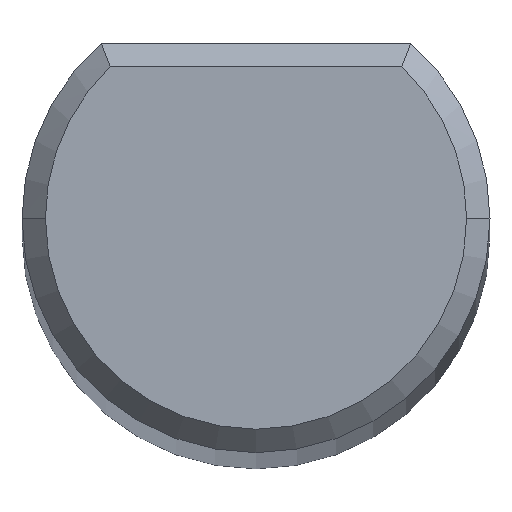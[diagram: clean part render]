
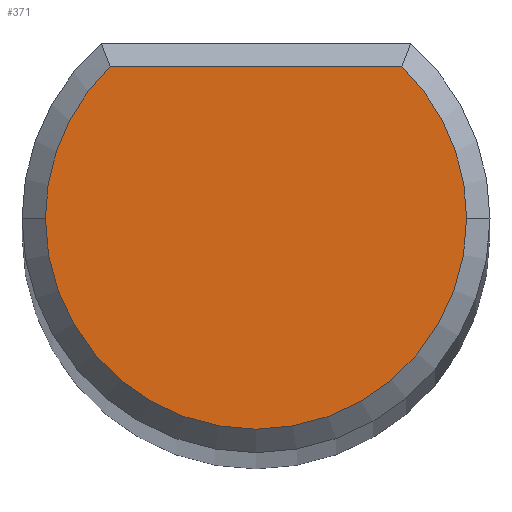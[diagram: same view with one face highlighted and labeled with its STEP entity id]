
A CAD part, top view. The second image highlights one B-rep face of the part: STEP entity #371.
In plain terms, the highlighted planar face has unit normal (0, 0, 1).
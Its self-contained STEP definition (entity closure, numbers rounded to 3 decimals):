
#5 = VERTEX_POINT ( 'NONE', #186 ) ;
#42 = CARTESIAN_POINT ( 'NONE',  ( -1.8, 0., 80. ) ) ;
#55 = CARTESIAN_POINT ( 'NONE',  ( 0., 0., 80. ) ) ;
#68 = VERTEX_POINT ( 'NONE', #42 ) ;
#72 = VERTEX_POINT ( 'NONE', #140 ) ;
#92 = CARTESIAN_POINT ( 'NONE',  ( 0., 0., 80. ) ) ;
#112 = EDGE_CURVE ( 'NONE', #68, #256, #259, .T. ) ;
#116 = AXIS2_PLACEMENT_3D ( 'NONE', #92, #338, #148 ) ;
#126 = AXIS2_PLACEMENT_3D ( 'NONE', #386, #324, #171 ) ;
#127 = EDGE_LOOP ( 'NONE', ( #354, #347, #155, #128 ) ) ;
#128 = ORIENTED_EDGE ( 'NONE', *, *, #409, .F. ) ;
#140 = CARTESIAN_POINT ( 'NONE',  ( 1.245, 1.3, 80. ) ) ;
#148 = DIRECTION ( 'NONE',  ( -1., 0., 0. ) ) ;
#155 = ORIENTED_EDGE ( 'NONE', *, *, #112, .F. ) ;
#171 = DIRECTION ( 'NONE',  ( 1., 0., 0. ) ) ;
#186 = CARTESIAN_POINT ( 'NONE',  ( 1.8, 0., 80. ) ) ;
#189 = EDGE_CURVE ( 'NONE', #72, #256, #216, .T. ) ;
#200 = FACE_OUTER_BOUND ( 'NONE', #127, .T. ) ;
#207 = DIRECTION ( 'NONE',  ( 0., 0., -1. ) ) ;
#209 = DIRECTION ( 'NONE',  ( -1., 0., 0. ) ) ;
#211 = AXIS2_PLACEMENT_3D ( 'NONE', #401, #207, #273 ) ;
#216 = LINE ( 'NONE', #410, #253 ) ;
#250 = EDGE_CURVE ( 'NONE', #72, #5, #304, .T. ) ;
#253 = VECTOR ( 'NONE', #344, 1000. ) ;
#256 = VERTEX_POINT ( 'NONE', #335 ) ;
#259 = CIRCLE ( 'NONE', #116, 1.8 ) ;
#273 = DIRECTION ( 'NONE',  ( -1., 0., 0. ) ) ;
#289 = PLANE ( 'NONE',  #126 ) ;
#304 = CIRCLE ( 'NONE', #400, 1.8 ) ;
#324 = DIRECTION ( 'NONE',  ( 0., 0., 1. ) ) ;
#335 = CARTESIAN_POINT ( 'NONE',  ( -1.245, 1.3, 80. ) ) ;
#338 = DIRECTION ( 'NONE',  ( 0., 0., -1. ) ) ;
#344 = DIRECTION ( 'NONE',  ( -1., 0., 0. ) ) ;
#347 = ORIENTED_EDGE ( 'NONE', *, *, #189, .T. ) ;
#354 = ORIENTED_EDGE ( 'NONE', *, *, #250, .F. ) ;
#370 = DIRECTION ( 'NONE',  ( 0., 0., -1. ) ) ;
#371 = ADVANCED_FACE ( 'NONE', ( #200 ), #289, .T. ) ;
#386 = CARTESIAN_POINT ( 'NONE',  ( 0., 0., 80. ) ) ;
#393 = CIRCLE ( 'NONE', #211, 1.8 ) ;
#400 = AXIS2_PLACEMENT_3D ( 'NONE', #55, #370, #209 ) ;
#401 = CARTESIAN_POINT ( 'NONE',  ( 0., 0., 80. ) ) ;
#409 = EDGE_CURVE ( 'NONE', #5, #68, #393, .T. ) ;
#410 = CARTESIAN_POINT ( 'NONE',  ( 0., 1.3, 80. ) ) ;
